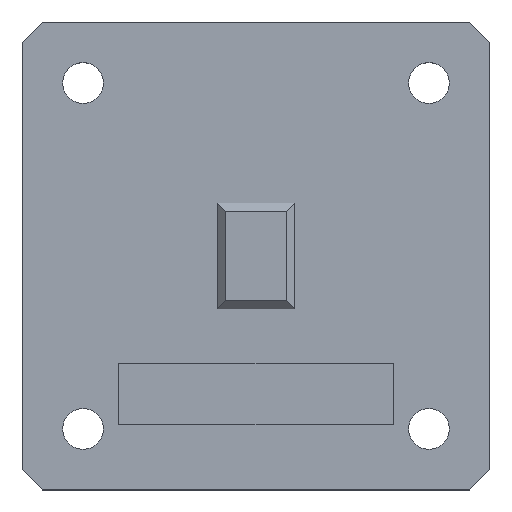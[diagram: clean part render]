
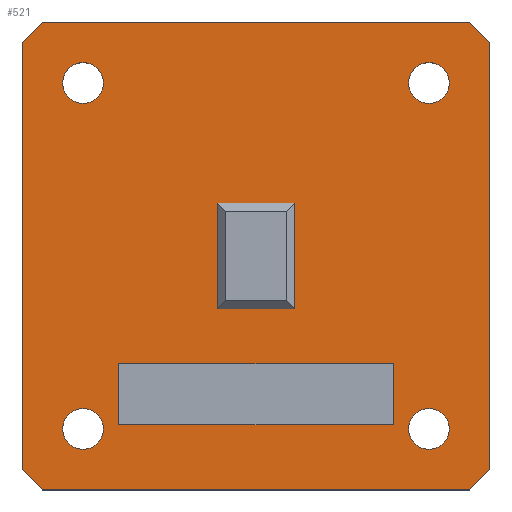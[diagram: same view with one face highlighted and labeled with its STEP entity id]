
A CAD part, top view. The second image highlights one B-rep face of the part: STEP entity #521.
In plain terms, the highlighted planar face has unit normal (0, 0, 1).
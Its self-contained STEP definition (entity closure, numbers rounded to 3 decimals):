
#15=FACE_BOUND('',#92,.T.);
#16=FACE_BOUND('',#93,.T.);
#17=FACE_BOUND('',#94,.T.);
#18=FACE_BOUND('',#95,.T.);
#19=FACE_BOUND('',#96,.T.);
#20=FACE_BOUND('',#97,.T.);
#25=CIRCLE('',#552,1.);
#27=CIRCLE('',#555,1.);
#29=CIRCLE('',#558,1.);
#31=CIRCLE('',#561,1.);
#63=FACE_OUTER_BOUND('',#91,.T.);
#91=EDGE_LOOP('',(#439,#440,#441,#442,#443,#444,#445,#446));
#92=EDGE_LOOP('',(#447,#448,#449,#450));
#93=EDGE_LOOP('',(#451,#452,#453,#454));
#94=EDGE_LOOP('',(#455));
#95=EDGE_LOOP('',(#456));
#96=EDGE_LOOP('',(#457));
#97=EDGE_LOOP('',(#458));
#103=LINE('',#711,#163);
#107=LINE('',#719,#167);
#110=LINE('',#725,#170);
#113=LINE('',#730,#173);
#128=LINE('',#761,#188);
#131=LINE('',#766,#191);
#133=LINE('',#771,#193);
#134=LINE('',#773,#194);
#141=LINE('',#805,#201);
#144=LINE('',#811,#204);
#147=LINE('',#817,#207);
#150=LINE('',#823,#210);
#153=LINE('',#829,#213);
#156=LINE('',#835,#216);
#159=LINE('',#841,#219);
#162=LINE('',#845,#222);
#163=VECTOR('',#577,10.);
#167=VECTOR('',#583,10.);
#170=VECTOR('',#588,10.);
#173=VECTOR('',#593,10.);
#188=VECTOR('',#620,10.);
#191=VECTOR('',#625,10.);
#193=VECTOR('',#631,10.);
#194=VECTOR('',#634,10.);
#201=VECTOR('',#667,10.);
#204=VECTOR('',#672,10.);
#207=VECTOR('',#677,10.);
#210=VECTOR('',#682,10.);
#213=VECTOR('',#687,10.);
#216=VECTOR('',#692,10.);
#219=VECTOR('',#697,10.);
#222=VECTOR('',#702,10.);
#223=VERTEX_POINT('',#709);
#224=VERTEX_POINT('',#710);
#227=VERTEX_POINT('',#718);
#229=VERTEX_POINT('',#724);
#239=VERTEX_POINT('',#758);
#240=VERTEX_POINT('',#760);
#241=VERTEX_POINT('',#764);
#242=VERTEX_POINT('',#769);
#243=VERTEX_POINT('',#775);
#245=VERTEX_POINT('',#781);
#247=VERTEX_POINT('',#787);
#249=VERTEX_POINT('',#793);
#253=VERTEX_POINT('',#802);
#254=VERTEX_POINT('',#804);
#256=VERTEX_POINT('',#810);
#258=VERTEX_POINT('',#816);
#260=VERTEX_POINT('',#822);
#262=VERTEX_POINT('',#828);
#264=VERTEX_POINT('',#834);
#266=VERTEX_POINT('',#840);
#267=EDGE_CURVE('',#223,#224,#103,.T.);
#271=EDGE_CURVE('',#224,#227,#107,.T.);
#274=EDGE_CURVE('',#227,#229,#110,.T.);
#277=EDGE_CURVE('',#229,#223,#113,.T.);
#292=EDGE_CURVE('',#240,#239,#128,.T.);
#295=EDGE_CURVE('',#239,#241,#131,.T.);
#297=EDGE_CURVE('',#241,#242,#133,.T.);
#298=EDGE_CURVE('',#242,#240,#134,.T.);
#299=EDGE_CURVE('',#243,#243,#25,.T.);
#302=EDGE_CURVE('',#245,#245,#27,.T.);
#305=EDGE_CURVE('',#247,#247,#29,.T.);
#308=EDGE_CURVE('',#249,#249,#31,.T.);
#313=EDGE_CURVE('',#254,#253,#141,.T.);
#316=EDGE_CURVE('',#256,#254,#144,.T.);
#319=EDGE_CURVE('',#258,#256,#147,.T.);
#322=EDGE_CURVE('',#260,#258,#150,.T.);
#325=EDGE_CURVE('',#262,#260,#153,.T.);
#328=EDGE_CURVE('',#264,#262,#156,.T.);
#331=EDGE_CURVE('',#266,#264,#159,.T.);
#334=EDGE_CURVE('',#253,#266,#162,.T.);
#439=ORIENTED_EDGE('',*,*,#334,.T.);
#440=ORIENTED_EDGE('',*,*,#331,.T.);
#441=ORIENTED_EDGE('',*,*,#328,.T.);
#442=ORIENTED_EDGE('',*,*,#325,.T.);
#443=ORIENTED_EDGE('',*,*,#322,.T.);
#444=ORIENTED_EDGE('',*,*,#319,.T.);
#445=ORIENTED_EDGE('',*,*,#316,.T.);
#446=ORIENTED_EDGE('',*,*,#313,.T.);
#447=ORIENTED_EDGE('',*,*,#267,.T.);
#448=ORIENTED_EDGE('',*,*,#271,.T.);
#449=ORIENTED_EDGE('',*,*,#274,.T.);
#450=ORIENTED_EDGE('',*,*,#277,.T.);
#451=ORIENTED_EDGE('',*,*,#292,.T.);
#452=ORIENTED_EDGE('',*,*,#295,.T.);
#453=ORIENTED_EDGE('',*,*,#297,.T.);
#454=ORIENTED_EDGE('',*,*,#298,.T.);
#455=ORIENTED_EDGE('',*,*,#308,.T.);
#456=ORIENTED_EDGE('',*,*,#305,.T.);
#457=ORIENTED_EDGE('',*,*,#302,.T.);
#458=ORIENTED_EDGE('',*,*,#299,.T.);
#493=PLANE('',#571);
#521=ADVANCED_FACE('',(#63,#15,#16,#17,#18,#19,#20),#493,.T.);
#552=AXIS2_PLACEMENT_3D('',#776,#637,#638);
#555=AXIS2_PLACEMENT_3D('',#782,#644,#645);
#558=AXIS2_PLACEMENT_3D('',#788,#651,#652);
#561=AXIS2_PLACEMENT_3D('',#794,#658,#659);
#571=AXIS2_PLACEMENT_3D('',#846,#703,#704);
#577=DIRECTION('',(0.,1.,0.));
#583=DIRECTION('',(1.,0.,0.));
#588=DIRECTION('',(0.,-1.,0.));
#593=DIRECTION('',(-1.,0.,0.));
#620=DIRECTION('',(0.,1.,0.));
#625=DIRECTION('',(1.,0.,0.));
#631=DIRECTION('',(0.,-1.,0.));
#634=DIRECTION('',(-1.,0.,0.));
#637=DIRECTION('center_axis',(0.,0.,-1.));
#638=DIRECTION('ref_axis',(1.,0.,0.));
#644=DIRECTION('center_axis',(0.,0.,-1.));
#645=DIRECTION('ref_axis',(1.,0.,0.));
#651=DIRECTION('center_axis',(0.,0.,-1.));
#652=DIRECTION('ref_axis',(1.,0.,0.));
#658=DIRECTION('center_axis',(0.,0.,-1.));
#659=DIRECTION('ref_axis',(1.,0.,0.));
#667=DIRECTION('',(-1.,0.,0.));
#672=DIRECTION('',(-0.707,0.707,0.));
#677=DIRECTION('',(0.,1.,0.));
#682=DIRECTION('',(0.707,0.707,0.));
#687=DIRECTION('',(1.,0.,0.));
#692=DIRECTION('',(0.707,-0.707,0.));
#697=DIRECTION('',(0.,-1.,0.));
#702=DIRECTION('',(-0.707,-0.707,0.));
#703=DIRECTION('center_axis',(0.,0.,1.));
#704=DIRECTION('ref_axis',(1.,0.,0.));
#709=CARTESIAN_POINT('',(-6.75,-8.3,1.6));
#710=CARTESIAN_POINT('',(-6.75,-5.3,1.6));
#711=CARTESIAN_POINT('',(-6.75,-2.65,1.6));
#718=CARTESIAN_POINT('',(6.75,-5.3,1.6));
#719=CARTESIAN_POINT('',(3.375,-5.3,1.6));
#724=CARTESIAN_POINT('',(6.75,-8.3,1.6));
#725=CARTESIAN_POINT('',(6.75,-4.15,1.6));
#730=CARTESIAN_POINT('',(-3.375,-8.3,1.6));
#758=CARTESIAN_POINT('',(-1.9,2.6,1.6));
#760=CARTESIAN_POINT('',(-1.9,-2.6,1.6));
#761=CARTESIAN_POINT('',(-1.9,1.3,1.6));
#764=CARTESIAN_POINT('',(1.9,2.6,1.6));
#766=CARTESIAN_POINT('',(0.95,2.6,1.6));
#769=CARTESIAN_POINT('',(1.9,-2.6,1.6));
#771=CARTESIAN_POINT('',(1.9,-1.3,1.6));
#773=CARTESIAN_POINT('',(-0.95,-2.6,1.6));
#775=CARTESIAN_POINT('',(-9.5,8.5,1.6));
#776=CARTESIAN_POINT('Origin',(-8.5,8.5,1.6));
#781=CARTESIAN_POINT('',(7.5,-8.5,1.6));
#782=CARTESIAN_POINT('Origin',(8.5,-8.5,1.6));
#787=CARTESIAN_POINT('',(7.5,8.5,1.6));
#788=CARTESIAN_POINT('Origin',(8.5,8.5,1.6));
#793=CARTESIAN_POINT('',(-9.5,-8.5,1.6));
#794=CARTESIAN_POINT('Origin',(-8.5,-8.5,1.6));
#802=CARTESIAN_POINT('',(-10.5,11.5,1.6));
#804=CARTESIAN_POINT('',(10.5,11.5,1.6));
#805=CARTESIAN_POINT('',(-10.5,11.5,1.6));
#810=CARTESIAN_POINT('',(11.5,10.5,1.6));
#811=CARTESIAN_POINT('',(10.5,11.5,1.6));
#816=CARTESIAN_POINT('',(11.5,-10.5,1.6));
#817=CARTESIAN_POINT('',(11.5,10.5,1.6));
#822=CARTESIAN_POINT('',(10.5,-11.5,1.6));
#823=CARTESIAN_POINT('',(11.5,-10.5,1.6));
#828=CARTESIAN_POINT('',(-10.5,-11.5,1.6));
#829=CARTESIAN_POINT('',(10.5,-11.5,1.6));
#834=CARTESIAN_POINT('',(-11.5,-10.5,1.6));
#835=CARTESIAN_POINT('',(-10.5,-11.5,1.6));
#840=CARTESIAN_POINT('',(-11.5,10.5,1.6));
#841=CARTESIAN_POINT('',(-11.5,-10.5,1.6));
#845=CARTESIAN_POINT('',(-10.5,11.5,1.6));
#846=CARTESIAN_POINT('Origin',(0.,0.,1.6));
